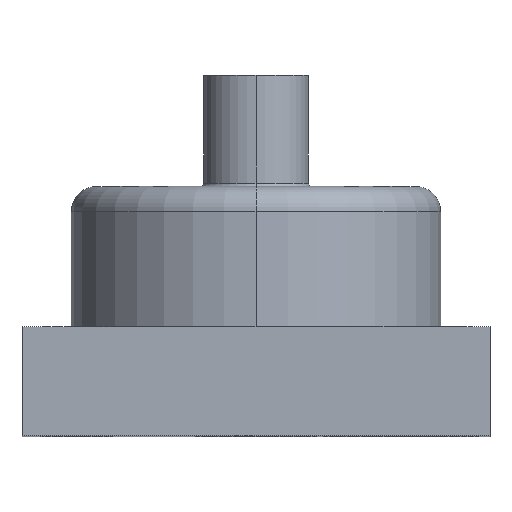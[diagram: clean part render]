
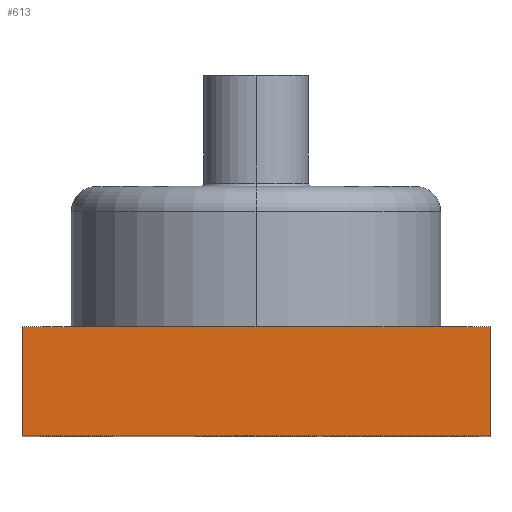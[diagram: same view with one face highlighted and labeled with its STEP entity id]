
A CAD part, top view. The second image highlights one B-rep face of the part: STEP entity #613.
In plain terms, the highlighted planar face has unit normal (0, 0, 1).
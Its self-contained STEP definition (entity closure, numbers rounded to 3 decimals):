
#21 = EDGE_CURVE ( 'NONE', #1493, #1498, #251, .T. ) ;
#41 = CARTESIAN_POINT ( 'NONE',  ( -14.16, 6.604, 14.16 ) ) ;
#153 = CARTESIAN_POINT ( 'NONE',  ( -14.16, 0., 14.16 ) ) ;
#170 = PLANE ( 'NONE',  #651 ) ;
#251 = LINE ( 'NONE', #660, #1017 ) ;
#258 = CARTESIAN_POINT ( 'NONE',  ( 14.16, 6.604, 14.16 ) ) ;
#264 = DIRECTION ( 'NONE',  ( 1., 0., 0. ) ) ;
#274 = DIRECTION ( 'NONE',  ( 0., 0., -1. ) ) ;
#323 = ORIENTED_EDGE ( 'NONE', *, *, #481, .F. ) ;
#385 = EDGE_LOOP ( 'NONE', ( #968, #323, #951, #1285 ) ) ;
#445 = CARTESIAN_POINT ( 'NONE',  ( -14.16, 6.604, 14.16 ) ) ;
#481 = EDGE_CURVE ( 'NONE', #1498, #1359, #646, .T. ) ;
#611 = DIRECTION ( 'NONE',  ( 0., -1., 0. ) ) ;
#613 = ADVANCED_FACE ( 'NONE', ( #1486 ), #170, .F. ) ;
#646 = LINE ( 'NONE', #258, #681 ) ;
#651 = AXIS2_PLACEMENT_3D ( 'NONE', #41, #274, #1621 ) ;
#660 = CARTESIAN_POINT ( 'NONE',  ( -14.16, 6.604, 14.16 ) ) ;
#681 = VECTOR ( 'NONE', #1689, 1000. ) ;
#702 = EDGE_CURVE ( 'NONE', #1493, #1530, #1007, .T. ) ;
#951 = ORIENTED_EDGE ( 'NONE', *, *, #21, .F. ) ;
#967 = VECTOR ( 'NONE', #264, 1000. ) ;
#968 = ORIENTED_EDGE ( 'NONE', *, *, #1060, .T. ) ;
#1007 = LINE ( 'NONE', #1671, #1018 ) ;
#1017 = VECTOR ( 'NONE', #1191, 1000. ) ;
#1018 = VECTOR ( 'NONE', #611, 1000. ) ;
#1060 = EDGE_CURVE ( 'NONE', #1530, #1359, #1590, .T. ) ;
#1191 = DIRECTION ( 'NONE',  ( 1., 0., 0. ) ) ;
#1217 = CARTESIAN_POINT ( 'NONE',  ( 14.16, 6.604, 14.16 ) ) ;
#1285 = ORIENTED_EDGE ( 'NONE', *, *, #702, .T. ) ;
#1359 = VERTEX_POINT ( 'NONE', #1565 ) ;
#1486 = FACE_OUTER_BOUND ( 'NONE', #385, .T. ) ;
#1493 = VERTEX_POINT ( 'NONE', #445 ) ;
#1498 = VERTEX_POINT ( 'NONE', #1217 ) ;
#1500 = CARTESIAN_POINT ( 'NONE',  ( -14.16, 0., 14.16 ) ) ;
#1530 = VERTEX_POINT ( 'NONE', #1500 ) ;
#1565 = CARTESIAN_POINT ( 'NONE',  ( 14.16, 0., 14.16 ) ) ;
#1590 = LINE ( 'NONE', #153, #967 ) ;
#1621 = DIRECTION ( 'NONE',  ( 0., -1., 0. ) ) ;
#1671 = CARTESIAN_POINT ( 'NONE',  ( -14.16, 6.604, 14.16 ) ) ;
#1689 = DIRECTION ( 'NONE',  ( 0., -1., 0. ) ) ;
